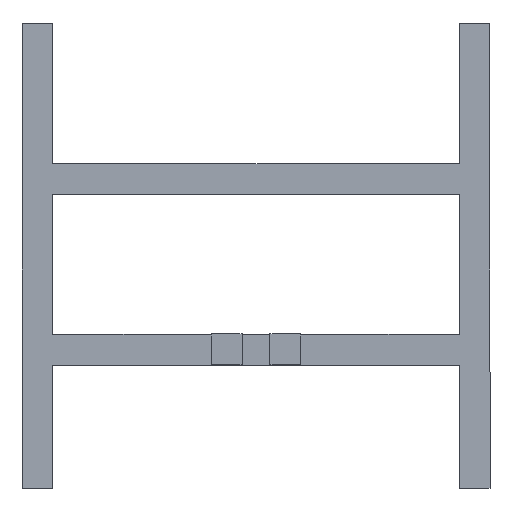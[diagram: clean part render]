
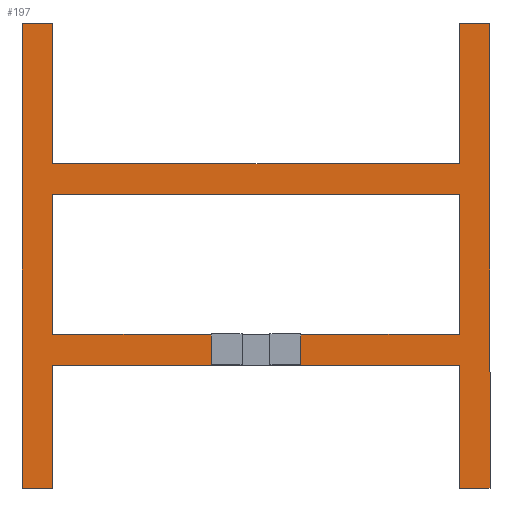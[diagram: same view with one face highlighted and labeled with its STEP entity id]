
A CAD part, top view. The second image highlights one B-rep face of the part: STEP entity #197.
In plain terms, the highlighted planar face has unit normal (0, 0, 1).
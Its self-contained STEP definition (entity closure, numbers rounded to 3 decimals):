
#14 = VECTOR ( 'NONE', #792, 1000. ) ;
#30 = EDGE_CURVE ( 'NONE', #803, #565, #275, .T. ) ;
#31 = CARTESIAN_POINT ( 'NONE',  ( -330., 302.5, 50. ) ) ;
#67 = DIRECTION ( 'NONE',  ( 0., 1., 0. ) ) ;
#68 = CARTESIAN_POINT ( 'NONE',  ( -380., 0., 50. ) ) ;
#70 = ORIENTED_EDGE ( 'NONE', *, *, #271, .T. ) ;
#71 = ORIENTED_EDGE ( 'NONE', *, *, #778, .T. ) ;
#72 = EDGE_CURVE ( 'NONE', #649, #824, #278, .T. ) ;
#93 = VECTOR ( 'NONE', #1104, 1000. ) ;
#104 = VECTOR ( 'NONE', #708, 1000. ) ;
#114 = EDGE_CURVE ( 'NONE', #886, #192, #593, .T. ) ;
#120 = VERTEX_POINT ( 'NONE', #1047 ) ;
#186 = EDGE_CURVE ( 'NONE', #1052, #796, #647, .T. ) ;
#190 = DIRECTION ( 'NONE',  ( -1., 0., 0. ) ) ;
#192 = VERTEX_POINT ( 'NONE', #664 ) ;
#197 = ADVANCED_FACE ( 'NONE', ( #737 ), #555, .T. ) ;
#213 = CARTESIAN_POINT ( 'NONE',  ( 330., -25., 50. ) ) ;
#220 = CARTESIAN_POINT ( 'NONE',  ( 0., 530., 50. ) ) ;
#224 = LINE ( 'NONE', #922, #1000 ) ;
#230 = VERTEX_POINT ( 'NONE', #287 ) ;
#238 = VERTEX_POINT ( 'NONE', #267 ) ;
#243 = CARTESIAN_POINT ( 'NONE',  ( 0., 252.5, 50. ) ) ;
#244 = DIRECTION ( 'NONE',  ( 1., 0., 0. ) ) ;
#245 = LINE ( 'NONE', #970, #1142 ) ;
#257 = VECTOR ( 'NONE', #781, 1000. ) ;
#267 = CARTESIAN_POINT ( 'NONE',  ( 330., 252.5, 50. ) ) ;
#271 = EDGE_CURVE ( 'NONE', #230, #238, #706, .T. ) ;
#275 = LINE ( 'NONE', #1107, #276 ) ;
#276 = VECTOR ( 'NONE', #1094, 1000. ) ;
#278 = LINE ( 'NONE', #1092, #583 ) ;
#283 = EDGE_CURVE ( 'NONE', #803, #876, #720, .T. ) ;
#286 = VERTEX_POINT ( 'NONE', #213 ) ;
#287 = CARTESIAN_POINT ( 'NONE',  ( -330., 252.5, 50. ) ) ;
#288 = ORIENTED_EDGE ( 'NONE', *, *, #968, .T. ) ;
#291 = ORIENTED_EDGE ( 'NONE', *, *, #114, .T. ) ;
#292 = ORIENTED_EDGE ( 'NONE', *, *, #489, .F. ) ;
#294 = ORIENTED_EDGE ( 'NONE', *, *, #832, .T. ) ;
#299 = ORIENTED_EDGE ( 'NONE', *, *, #30, .F. ) ;
#300 = ORIENTED_EDGE ( 'NONE', *, *, #1056, .T. ) ;
#301 = ORIENTED_EDGE ( 'NONE', *, *, #283, .T. ) ;
#337 = VECTOR ( 'NONE', #854, 1000. ) ;
#368 = LINE ( 'NONE', #870, #337 ) ;
#379 = EDGE_CURVE ( 'NONE', #788, #824, #1134, .T. ) ;
#385 = LINE ( 'NONE', #993, #1175 ) ;
#398 = VERTEX_POINT ( 'NONE', #31 ) ;
#407 = ORIENTED_EDGE ( 'NONE', *, *, #1063, .F. ) ;
#408 = ORIENTED_EDGE ( 'NONE', *, *, #186, .F. ) ;
#424 = ORIENTED_EDGE ( 'NONE', *, *, #1171, .F. ) ;
#426 = ORIENTED_EDGE ( 'NONE', *, *, #928, .T. ) ;
#427 = ORIENTED_EDGE ( 'NONE', *, *, #476, .F. ) ;
#476 = EDGE_CURVE ( 'NONE', #826, #1052, #828, .T. ) ;
#489 = EDGE_CURVE ( 'NONE', #286, #192, #684, .T. ) ;
#490 = VECTOR ( 'NONE', #1113, 1000. ) ;
#495 = LINE ( 'NONE', #844, #257 ) ;
#505 = LINE ( 'NONE', #919, #786 ) ;
#514 = VECTOR ( 'NONE', #244, 1000. ) ;
#516 = DIRECTION ( 'NONE',  ( 1., 0., 0. ) ) ;
#519 = EDGE_CURVE ( 'NONE', #876, #547, #871, .T. ) ;
#534 = DIRECTION ( 'NONE',  ( 0., 0., 1. ) ) ;
#542 = ORIENTED_EDGE ( 'NONE', *, *, #72, .T. ) ;
#545 = ORIENTED_EDGE ( 'NONE', *, *, #1087, .F. ) ;
#547 = VERTEX_POINT ( 'NONE', #1069 ) ;
#555 = PLANE ( 'NONE',  #932 ) ;
#556 = ORIENTED_EDGE ( 'NONE', *, *, #866, .F. ) ;
#557 = ORIENTED_EDGE ( 'NONE', *, *, #752, .T. ) ;
#559 = ORIENTED_EDGE ( 'NONE', *, *, #379, .F. ) ;
#562 = ORIENTED_EDGE ( 'NONE', *, *, #519, .T. ) ;
#565 = VERTEX_POINT ( 'NONE', #1074 ) ;
#567 = DIRECTION ( 'NONE',  ( -1., 0., 0. ) ) ;
#583 = VECTOR ( 'NONE', #1037, 1000. ) ;
#593 = LINE ( 'NONE', #1061, #644 ) ;
#594 = CARTESIAN_POINT ( 'NONE',  ( 0., -25., 50. ) ) ;
#601 = VERTEX_POINT ( 'NONE', #1046 ) ;
#633 = LINE ( 'NONE', #711, #104 ) ;
#644 = VECTOR ( 'NONE', #1055, 1000. ) ;
#647 = LINE ( 'NONE', #594, #662 ) ;
#649 = VERTEX_POINT ( 'NONE', #1028 ) ;
#658 = VECTOR ( 'NONE', #865, 1000. ) ;
#662 = VECTOR ( 'NONE', #567, 1000. ) ;
#664 = CARTESIAN_POINT ( 'NONE',  ( 72.65, -25., 50. ) ) ;
#684 = LINE ( 'NONE', #1110, #93 ) ;
#706 = LINE ( 'NONE', #243, #514 ) ;
#708 = DIRECTION ( 'NONE',  ( 0., -1., 0. ) ) ;
#711 = CARTESIAN_POINT ( 'NONE',  ( -330., 0., 50. ) ) ;
#720 = LINE ( 'NONE', #220, #790 ) ;
#735 = VERTEX_POINT ( 'NONE', #986 ) ;
#737 = FACE_OUTER_BOUND ( 'NONE', #800, .T. ) ;
#752 = EDGE_CURVE ( 'NONE', #788, #601, #385, .T. ) ;
#767 = DIRECTION ( 'NONE',  ( 0., -1., 0. ) ) ;
#769 = CARTESIAN_POINT ( 'NONE',  ( -330., 0., 50. ) ) ;
#778 = EDGE_CURVE ( 'NONE', #238, #735, #245, .T. ) ;
#781 = DIRECTION ( 'NONE',  ( 0., -1., 0. ) ) ;
#786 = VECTOR ( 'NONE', #918, 1000. ) ;
#788 = VERTEX_POINT ( 'NONE', #951 ) ;
#790 = VECTOR ( 'NONE', #190, 1000. ) ;
#792 = DIRECTION ( 'NONE',  ( 1., 0., 0. ) ) ;
#794 = CARTESIAN_POINT ( 'NONE',  ( 0., -225., 50. ) ) ;
#796 = VERTEX_POINT ( 'NONE', #954 ) ;
#800 = EDGE_LOOP ( 'NONE', ( #288, #291, #292, #294, #300, #299, #301, #562, #556, #545, #542, #559, #557, #407, #408, #427, #426, #424, #70, #71 ) ) ;
#801 = LINE ( 'NONE', #769, #1185 ) ;
#803 = VERTEX_POINT ( 'NONE', #948 ) ;
#808 = CARTESIAN_POINT ( 'NONE',  ( -72.65, -25., 50. ) ) ;
#824 = VERTEX_POINT ( 'NONE', #927 ) ;
#825 = VERTEX_POINT ( 'NONE', #934 ) ;
#826 = VERTEX_POINT ( 'NONE', #923 ) ;
#828 = LINE ( 'NONE', #1127, #490 ) ;
#832 = EDGE_CURVE ( 'NONE', #286, #825, #505, .T. ) ;
#842 = CARTESIAN_POINT ( 'NONE',  ( 0., 0., 50. ) ) ;
#844 = CARTESIAN_POINT ( 'NONE',  ( -330., 0., 50. ) ) ;
#847 = VECTOR ( 'NONE', #67, 1000. ) ;
#854 = DIRECTION ( 'NONE',  ( -1., 0., 0. ) ) ;
#865 = DIRECTION ( 'NONE',  ( -1., 0., 0. ) ) ;
#866 = EDGE_CURVE ( 'NONE', #398, #547, #224, .T. ) ;
#870 = CARTESIAN_POINT ( 'NONE',  ( 0., 25., 50. ) ) ;
#871 = LINE ( 'NONE', #1091, #1180 ) ;
#876 = VERTEX_POINT ( 'NONE', #896 ) ;
#878 = CARTESIAN_POINT ( 'NONE',  ( 0., 25., 50. ) ) ;
#886 = VERTEX_POINT ( 'NONE', #910 ) ;
#896 = CARTESIAN_POINT ( 'NONE',  ( 330., 530., 50. ) ) ;
#910 = CARTESIAN_POINT ( 'NONE',  ( 72.65, 25., 50. ) ) ;
#916 = DIRECTION ( 'NONE',  ( 1., 0., 0. ) ) ;
#918 = DIRECTION ( 'NONE',  ( 0., -1., 0. ) ) ;
#919 = CARTESIAN_POINT ( 'NONE',  ( 330., 0., 50. ) ) ;
#922 = CARTESIAN_POINT ( 'NONE',  ( 0., 302.5, 50. ) ) ;
#923 = CARTESIAN_POINT ( 'NONE',  ( -72.65, 25., 50. ) ) ;
#927 = CARTESIAN_POINT ( 'NONE',  ( -380., 530., 50. ) ) ;
#928 = EDGE_CURVE ( 'NONE', #826, #120, #1178, .T. ) ;
#932 = AXIS2_PLACEMENT_3D ( 'NONE', #842, #534, #516 ) ;
#934 = CARTESIAN_POINT ( 'NONE',  ( 330., -225., 50. ) ) ;
#948 = CARTESIAN_POINT ( 'NONE',  ( 380., 530., 50. ) ) ;
#951 = CARTESIAN_POINT ( 'NONE',  ( -380., -225., 50. ) ) ;
#954 = CARTESIAN_POINT ( 'NONE',  ( -330., -25., 50. ) ) ;
#959 = DIRECTION ( 'NONE',  ( 0., -1., 0. ) ) ;
#968 = EDGE_CURVE ( 'NONE', #735, #886, #368, .T. ) ;
#970 = CARTESIAN_POINT ( 'NONE',  ( 330., 0., 50. ) ) ;
#973 = DIRECTION ( 'NONE',  ( 1., 0., 0. ) ) ;
#986 = CARTESIAN_POINT ( 'NONE',  ( 330., 25., 50. ) ) ;
#993 = CARTESIAN_POINT ( 'NONE',  ( 0., -225., 50. ) ) ;
#1000 = VECTOR ( 'NONE', #916, 1000. ) ;
#1028 = CARTESIAN_POINT ( 'NONE',  ( -330., 530., 50. ) ) ;
#1037 = DIRECTION ( 'NONE',  ( -1., 0., 0. ) ) ;
#1046 = CARTESIAN_POINT ( 'NONE',  ( -330., -225., 50. ) ) ;
#1047 = CARTESIAN_POINT ( 'NONE',  ( -330., 25., 50. ) ) ;
#1052 = VERTEX_POINT ( 'NONE', #808 ) ;
#1055 = DIRECTION ( 'NONE',  ( 0., -1., 0. ) ) ;
#1056 = EDGE_CURVE ( 'NONE', #825, #565, #1062, .T. ) ;
#1061 = CARTESIAN_POINT ( 'NONE',  ( 72.65, 0., 50. ) ) ;
#1062 = LINE ( 'NONE', #794, #14 ) ;
#1063 = EDGE_CURVE ( 'NONE', #796, #601, #495, .T. ) ;
#1069 = CARTESIAN_POINT ( 'NONE',  ( 330., 302.5, 50. ) ) ;
#1074 = CARTESIAN_POINT ( 'NONE',  ( 380., -225., 50. ) ) ;
#1087 = EDGE_CURVE ( 'NONE', #649, #398, #801, .T. ) ;
#1089 = DIRECTION ( 'NONE',  ( 0., -1., 0. ) ) ;
#1091 = CARTESIAN_POINT ( 'NONE',  ( 330., 0., 50. ) ) ;
#1092 = CARTESIAN_POINT ( 'NONE',  ( 0., 530., 50. ) ) ;
#1094 = DIRECTION ( 'NONE',  ( 0., -1., 0. ) ) ;
#1104 = DIRECTION ( 'NONE',  ( -1., 0., 0. ) ) ;
#1107 = CARTESIAN_POINT ( 'NONE',  ( 380., 0., 50. ) ) ;
#1110 = CARTESIAN_POINT ( 'NONE',  ( 0., -25., 50. ) ) ;
#1113 = DIRECTION ( 'NONE',  ( 0., -1., 0. ) ) ;
#1127 = CARTESIAN_POINT ( 'NONE',  ( -72.65, -25., 50. ) ) ;
#1134 = LINE ( 'NONE', #68, #847 ) ;
#1142 = VECTOR ( 'NONE', #959, 1000. ) ;
#1171 = EDGE_CURVE ( 'NONE', #230, #120, #633, .T. ) ;
#1175 = VECTOR ( 'NONE', #973, 1000. ) ;
#1178 = LINE ( 'NONE', #878, #658 ) ;
#1180 = VECTOR ( 'NONE', #1089, 1000. ) ;
#1185 = VECTOR ( 'NONE', #767, 1000. ) ;
